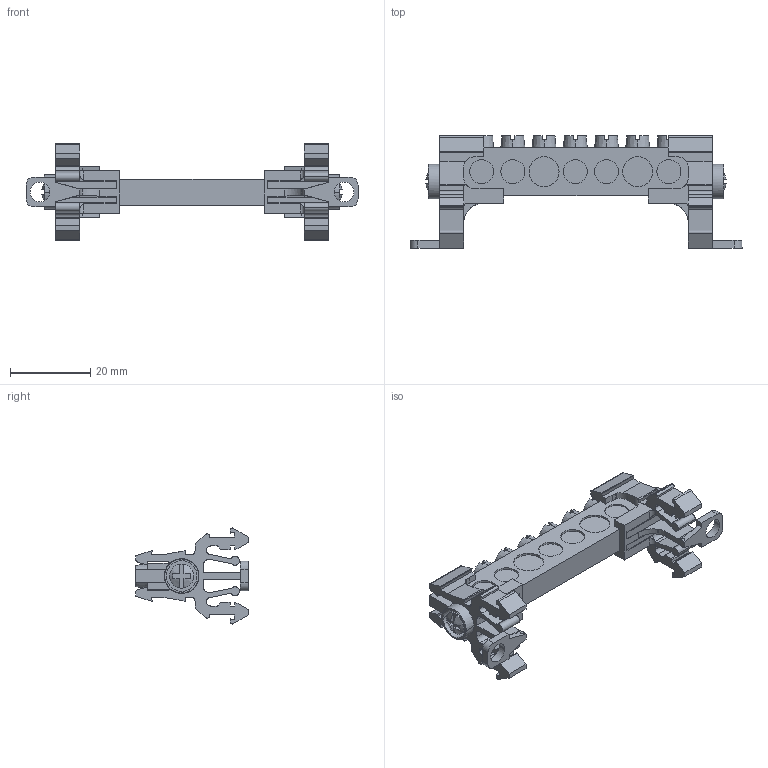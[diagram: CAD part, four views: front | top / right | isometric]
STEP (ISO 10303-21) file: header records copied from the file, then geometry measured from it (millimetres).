
FILE_DESCRIPTION (( 'STEP AP203' ), '1' );
FILE_NAME ('7x12 Tek Kutuplu Daðýtýcý Ünite - 7 Delikli - Kapaksýz.STEP', '2018-12-04T13:09:13', ( '' ), ( '' ), 'SwSTEP 2.0', 'SolidWorks 2011', '' );
FILE_SCHEMA (( 'CONFIG_CONTROL_DESIGN' ));
Length unit declared in the file: millimetre
Products named in the file (1): 7x12 Tek Kutuplu Daðýtýcý Ünite - 7 Delikli - Kapaksýz
Bounding box: 82.98 x 28.2 x 24 mm (x, y, z)
Volume: 9186.5 mm3; surface area: 8162.1 mm2
Topology: 1 solids, 3 shells, 625 faces, 1785 edges, 1183 vertices
Faces by surface type: plane 371, cylinder 198, bspline 40, cone 16
Entity records: 21118 total; most frequent: CARTESIAN_POINT 4759, ORIENTED_EDGE 3570, DIRECTION 3243, EDGE_CURVE 1785, VERTEX_POINT 1183, VECTOR 1137, LINE 1137, AXIS2_PLACEMENT_3D 1053
